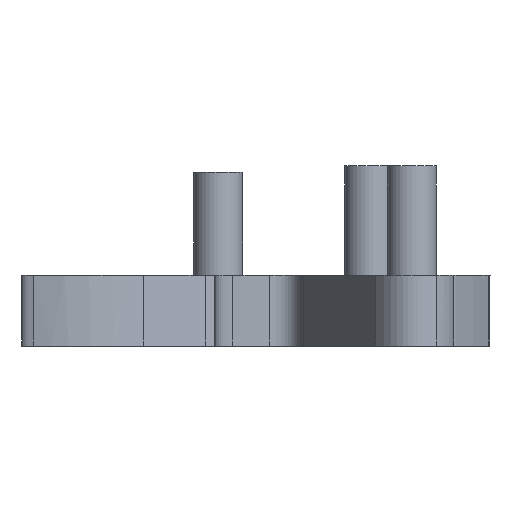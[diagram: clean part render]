
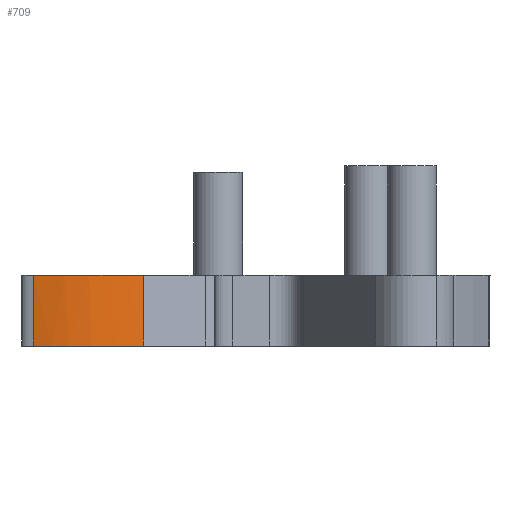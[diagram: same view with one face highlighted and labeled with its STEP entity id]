
A CAD part, front view. The second image highlights one B-rep face of the part: STEP entity #709.
In plain terms, the highlighted free-form (B-spline) face has degree [5, 1] with [15, 2] control points.
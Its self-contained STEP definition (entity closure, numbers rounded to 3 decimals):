
#34=(
BOUNDED_CURVE()
B_SPLINE_CURVE(5,(#1327,#1328,#1329,#1330,#1331,#1332,#1333,#1334,#1335,
#1336,#1337,#1338,#1339,#1340,#1341),.UNSPECIFIED.,.F.,.F.)
B_SPLINE_CURVE_WITH_KNOTS((6,1,1,1,1,1,1,1,1,1,6),(0.,0.1,0.2,0.3,0.4,0.5,
0.6,0.7,0.8,0.9,1.),.UNSPECIFIED.)
CURVE()
GEOMETRIC_REPRESENTATION_ITEM()
RATIONAL_B_SPLINE_CURVE((1.,1.,1.,1.,1.,1.,1.,1.,1.,1.,1.,1.,1.,1.,1.))
REPRESENTATION_ITEM('')
);
#35=(
BOUNDED_CURVE()
B_SPLINE_CURVE(5,(#1343,#1344,#1345,#1346,#1347,#1348,#1349,#1350,#1351,
#1352,#1353,#1354,#1355,#1356,#1357),.UNSPECIFIED.,.F.,.F.)
B_SPLINE_CURVE_WITH_KNOTS((6,1,1,1,1,1,1,1,1,1,6),(-1.,-0.9,-0.8,-0.7,-0.6,
-0.5,-0.4,-0.3,-0.2,-0.1,0.),.UNSPECIFIED.)
CURVE()
GEOMETRIC_REPRESENTATION_ITEM()
RATIONAL_B_SPLINE_CURVE((1.,1.,1.,1.,1.,1.,1.,1.,1.,1.,1.,1.,1.,1.,1.))
REPRESENTATION_ITEM('')
);
#76=(
BOUNDED_SURFACE()
B_SPLINE_SURFACE(5,1,((#1296,#1297),(#1298,#1299),(#1300,#1301),(#1302,
#1303),(#1304,#1305),(#1306,#1307),(#1308,#1309),(#1310,#1311),(#1312,#1313),
(#1314,#1315),(#1316,#1317),(#1318,#1319),(#1320,#1321),(#1322,#1323),(#1324,
#1325)),.UNSPECIFIED.,.F.,.F.,.F.)
B_SPLINE_SURFACE_WITH_KNOTS((6,1,1,1,1,1,1,1,1,1,6),(2,2),(-1.,-0.9,-0.8,
-0.7,-0.6,-0.5,-0.4,-0.3,-0.2,-0.1,0.),(0.,0.55),.UNSPECIFIED.)
GEOMETRIC_REPRESENTATION_ITEM()
RATIONAL_B_SPLINE_SURFACE(((1.,1.),(1.,1.),(1.,1.),(1.,1.),(1.,1.),(1.,
1.),(1.,1.),(1.,1.),(1.,1.),(1.,1.),(1.,1.),(1.,1.),(1.,1.),(1.,1.),(1.,
1.)))
REPRESENTATION_ITEM('')
SURFACE()
);
#110=LINE('',#1295,#161);
#111=LINE('',#1358,#162);
#161=VECTOR('',#816,10.);
#162=VECTOR('',#817,10.);
#210=FACE_OUTER_BOUND('',#254,.T.);
#254=EDGE_LOOP('',(#512,#513,#514,#515));
#316=VERTEX_POINT('',#1291);
#317=VERTEX_POINT('',#1293);
#318=VERTEX_POINT('',#1326);
#319=VERTEX_POINT('',#1342);
#396=EDGE_CURVE('',#316,#317,#110,.T.);
#397=EDGE_CURVE('',#316,#318,#34,.T.);
#398=EDGE_CURVE('',#319,#317,#35,.T.);
#399=EDGE_CURVE('',#318,#319,#111,.T.);
#512=ORIENTED_EDGE('',*,*,#397,.F.);
#513=ORIENTED_EDGE('',*,*,#396,.T.);
#514=ORIENTED_EDGE('',*,*,#398,.F.);
#515=ORIENTED_EDGE('',*,*,#399,.F.);
#709=ADVANCED_FACE('',(#210),#76,.T.);
#816=DIRECTION('',(0.,0.,1.));
#817=DIRECTION('',(0.,0.,1.));
#1291=CARTESIAN_POINT('',(-43.628,20.725,0.));
#1293=CARTESIAN_POINT('',(-43.628,20.725,5.5));
#1295=CARTESIAN_POINT('',(-43.628,20.725,0.));
#1296=CARTESIAN_POINT('Ctrl Pts',(-52.204,19.65,0.));
#1297=CARTESIAN_POINT('Ctrl Pts',(-52.204,19.65,5.5));
#1298=CARTESIAN_POINT('Ctrl Pts',(-52.021,19.611,0.));
#1299=CARTESIAN_POINT('Ctrl Pts',(-52.021,19.611,5.5));
#1300=CARTESIAN_POINT('Ctrl Pts',(-51.658,19.538,0.));
#1301=CARTESIAN_POINT('Ctrl Pts',(-51.658,19.538,5.5));
#1302=CARTESIAN_POINT('Ctrl Pts',(-51.116,19.446,0.));
#1303=CARTESIAN_POINT('Ctrl Pts',(-51.116,19.446,5.5));
#1304=CARTESIAN_POINT('Ctrl Pts',(-50.398,19.354,0.));
#1305=CARTESIAN_POINT('Ctrl Pts',(-50.398,19.354,5.5));
#1306=CARTESIAN_POINT('Ctrl Pts',(-49.511,19.296,0.));
#1307=CARTESIAN_POINT('Ctrl Pts',(-49.511,19.296,5.5));
#1308=CARTESIAN_POINT('Ctrl Pts',(-48.636,19.301,0.));
#1309=CARTESIAN_POINT('Ctrl Pts',(-48.636,19.301,5.5));
#1310=CARTESIAN_POINT('Ctrl Pts',(-47.772,19.373,0.));
#1311=CARTESIAN_POINT('Ctrl Pts',(-47.772,19.373,5.5));
#1312=CARTESIAN_POINT('Ctrl Pts',(-46.921,19.515,0.));
#1313=CARTESIAN_POINT('Ctrl Pts',(-46.921,19.515,5.5));
#1314=CARTESIAN_POINT('Ctrl Pts',(-46.081,19.725,0.));
#1315=CARTESIAN_POINT('Ctrl Pts',(-46.081,19.725,5.5));
#1316=CARTESIAN_POINT('Ctrl Pts',(-45.253,19.998,0.));
#1317=CARTESIAN_POINT('Ctrl Pts',(-45.253,19.998,5.5));
#1318=CARTESIAN_POINT('Ctrl Pts',(-44.598,20.262,0.));
#1319=CARTESIAN_POINT('Ctrl Pts',(-44.598,20.262,5.5));
#1320=CARTESIAN_POINT('Ctrl Pts',(-44.112,20.484,0.));
#1321=CARTESIAN_POINT('Ctrl Pts',(-44.112,20.484,5.5));
#1322=CARTESIAN_POINT('Ctrl Pts',(-43.789,20.643,0.));
#1323=CARTESIAN_POINT('Ctrl Pts',(-43.789,20.643,5.5));
#1324=CARTESIAN_POINT('Ctrl Pts',(-43.628,20.725,0.));
#1325=CARTESIAN_POINT('Ctrl Pts',(-43.628,20.725,5.5));
#1326=CARTESIAN_POINT('',(-52.204,19.65,0.));
#1327=CARTESIAN_POINT('Ctrl Pts',(-43.628,20.725,0.));
#1328=CARTESIAN_POINT('Ctrl Pts',(-43.789,20.643,0.));
#1329=CARTESIAN_POINT('Ctrl Pts',(-44.112,20.484,0.));
#1330=CARTESIAN_POINT('Ctrl Pts',(-44.598,20.262,0.));
#1331=CARTESIAN_POINT('Ctrl Pts',(-45.253,19.998,0.));
#1332=CARTESIAN_POINT('Ctrl Pts',(-46.081,19.725,0.));
#1333=CARTESIAN_POINT('Ctrl Pts',(-46.921,19.515,0.));
#1334=CARTESIAN_POINT('Ctrl Pts',(-47.772,19.373,0.));
#1335=CARTESIAN_POINT('Ctrl Pts',(-48.636,19.301,0.));
#1336=CARTESIAN_POINT('Ctrl Pts',(-49.511,19.296,0.));
#1337=CARTESIAN_POINT('Ctrl Pts',(-50.398,19.354,0.));
#1338=CARTESIAN_POINT('Ctrl Pts',(-51.116,19.446,0.));
#1339=CARTESIAN_POINT('Ctrl Pts',(-51.658,19.538,0.));
#1340=CARTESIAN_POINT('Ctrl Pts',(-52.021,19.611,0.));
#1341=CARTESIAN_POINT('Ctrl Pts',(-52.204,19.65,0.));
#1342=CARTESIAN_POINT('',(-52.204,19.65,5.5));
#1343=CARTESIAN_POINT('Ctrl Pts',(-52.204,19.65,5.5));
#1344=CARTESIAN_POINT('Ctrl Pts',(-52.021,19.611,5.5));
#1345=CARTESIAN_POINT('Ctrl Pts',(-51.658,19.538,5.5));
#1346=CARTESIAN_POINT('Ctrl Pts',(-51.116,19.446,5.5));
#1347=CARTESIAN_POINT('Ctrl Pts',(-50.398,19.354,5.5));
#1348=CARTESIAN_POINT('Ctrl Pts',(-49.511,19.296,5.5));
#1349=CARTESIAN_POINT('Ctrl Pts',(-48.636,19.301,5.5));
#1350=CARTESIAN_POINT('Ctrl Pts',(-47.772,19.373,5.5));
#1351=CARTESIAN_POINT('Ctrl Pts',(-46.921,19.515,5.5));
#1352=CARTESIAN_POINT('Ctrl Pts',(-46.081,19.725,5.5));
#1353=CARTESIAN_POINT('Ctrl Pts',(-45.253,19.998,5.5));
#1354=CARTESIAN_POINT('Ctrl Pts',(-44.598,20.262,5.5));
#1355=CARTESIAN_POINT('Ctrl Pts',(-44.112,20.484,5.5));
#1356=CARTESIAN_POINT('Ctrl Pts',(-43.789,20.643,5.5));
#1357=CARTESIAN_POINT('Ctrl Pts',(-43.628,20.725,5.5));
#1358=CARTESIAN_POINT('',(-52.204,19.65,0.));
